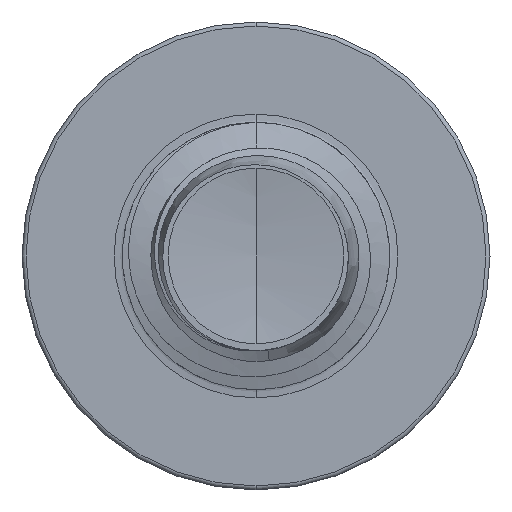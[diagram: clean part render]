
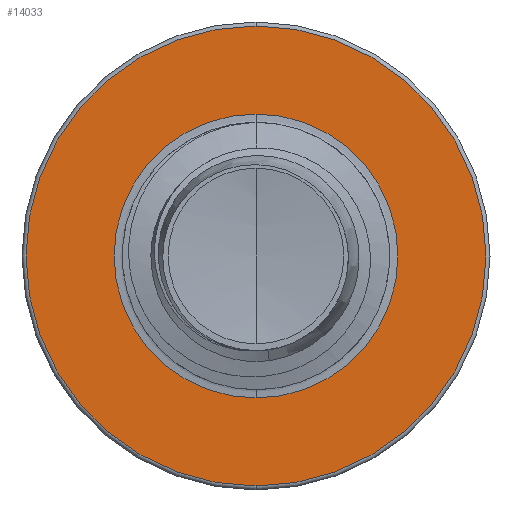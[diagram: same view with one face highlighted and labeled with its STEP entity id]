
A CAD part, front view. The second image highlights one B-rep face of the part: STEP entity #14033.
In plain terms, the highlighted planar face has unit normal (0, -1, 0).
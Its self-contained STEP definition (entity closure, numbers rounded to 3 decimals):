
#272 = CARTESIAN_POINT ( 'NONE',  ( 0., 7., -3.186 ) ) ;
#313 = FACE_OUTER_BOUND ( 'NONE', #3447, .T. ) ;
#622 = VERTEX_POINT ( 'NONE', #12167 ) ;
#1112 = DIRECTION ( 'NONE',  ( 0., 1., 0. ) ) ;
#1151 = AXIS2_PLACEMENT_3D ( 'NONE', #8695, #1112, #9906 ) ;
#1719 = AXIS2_PLACEMENT_3D ( 'NONE', #13250, #6225, #14360 ) ;
#3386 = CIRCLE ( 'NONE', #1151, 5.16 ) ;
#3447 = EDGE_LOOP ( 'NONE', ( #4740, #7110 ) ) ;
#4233 = CARTESIAN_POINT ( 'NONE',  ( 0., 7., 0. ) ) ;
#4666 = CARTESIAN_POINT ( 'NONE',  ( 0., 7., 0. ) ) ;
#4740 = ORIENTED_EDGE ( 'NONE', *, *, #9330, .F. ) ;
#4795 = ORIENTED_EDGE ( 'NONE', *, *, #8944, .T. ) ;
#5074 = CARTESIAN_POINT ( 'NONE',  ( 0., 7., 5.16 ) ) ;
#5187 = AXIS2_PLACEMENT_3D ( 'NONE', #4666, #13094, #6036 ) ;
#5310 = VERTEX_POINT ( 'NONE', #5074 ) ;
#5583 = DIRECTION ( 'NONE',  ( 0., 0., 1. ) ) ;
#5682 = VERTEX_POINT ( 'NONE', #6647 ) ;
#5730 = AXIS2_PLACEMENT_3D ( 'NONE', #272, #8022, #11580 ) ;
#6036 = DIRECTION ( 'NONE',  ( 0., 0., 1. ) ) ;
#6148 = AXIS2_PLACEMENT_3D ( 'NONE', #4233, #12733, #5583 ) ;
#6225 = DIRECTION ( 'NONE',  ( 0., 1., 0. ) ) ;
#6647 = CARTESIAN_POINT ( 'NONE',  ( 0., 7., -3.186 ) ) ;
#7075 = CIRCLE ( 'NONE', #6148, 3.186 ) ;
#7110 = ORIENTED_EDGE ( 'NONE', *, *, #10653, .F. ) ;
#7374 = VERTEX_POINT ( 'NONE', #7459 ) ;
#7459 = CARTESIAN_POINT ( 'NONE',  ( 0., 7., 3.186 ) ) ;
#8022 = DIRECTION ( 'NONE',  ( 0., 1., 0. ) ) ;
#8533 = ORIENTED_EDGE ( 'NONE', *, *, #10651, .T. ) ;
#8695 = CARTESIAN_POINT ( 'NONE',  ( 0., 7., 0. ) ) ;
#8944 = EDGE_CURVE ( 'NONE', #5682, #7374, #7075, .T. ) ;
#9330 = EDGE_CURVE ( 'NONE', #5310, #622, #14465, .T. ) ;
#9906 = DIRECTION ( 'NONE',  ( 0., 0., 1. ) ) ;
#10422 = PLANE ( 'NONE',  #5730 ) ;
#10651 = EDGE_CURVE ( 'NONE', #7374, #5682, #12386, .T. ) ;
#10653 = EDGE_CURVE ( 'NONE', #622, #5310, #3386, .T. ) ;
#10812 = FACE_BOUND ( 'NONE', #13454, .T. ) ;
#11580 = DIRECTION ( 'NONE',  ( 0., 0., 1. ) ) ;
#12167 = CARTESIAN_POINT ( 'NONE',  ( 0., 7., -5.16 ) ) ;
#12386 = CIRCLE ( 'NONE', #1719, 3.186 ) ;
#12733 = DIRECTION ( 'NONE',  ( 0., 1., 0. ) ) ;
#13094 = DIRECTION ( 'NONE',  ( 0., 1., 0. ) ) ;
#13250 = CARTESIAN_POINT ( 'NONE',  ( 0., 7., 0. ) ) ;
#13454 = EDGE_LOOP ( 'NONE', ( #8533, #4795 ) ) ;
#14033 = ADVANCED_FACE ( 'NONE', ( #313, #10812 ), #10422, .F. ) ;
#14360 = DIRECTION ( 'NONE',  ( 0., 0., 1. ) ) ;
#14465 = CIRCLE ( 'NONE', #5187, 5.16 ) ;
